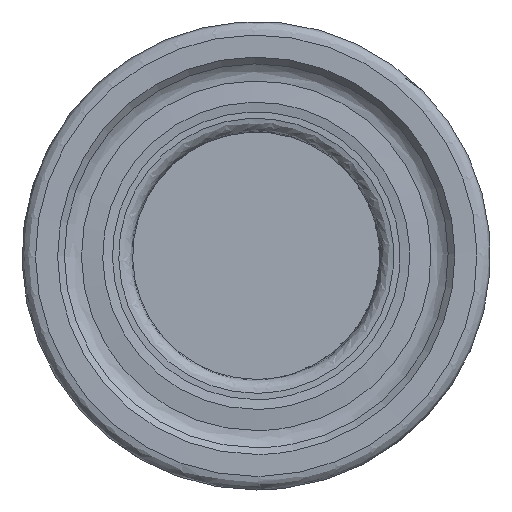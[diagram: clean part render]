
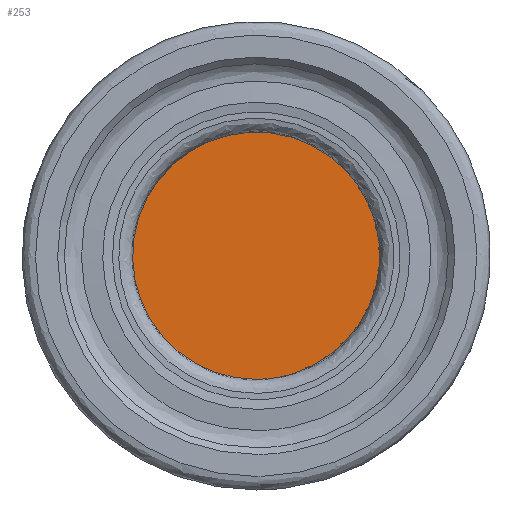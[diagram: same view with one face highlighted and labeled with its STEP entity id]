
A CAD part, left-side view. The second image highlights one B-rep face of the part: STEP entity #253.
In plain terms, the highlighted planar face has unit normal (-1, 0, 0).
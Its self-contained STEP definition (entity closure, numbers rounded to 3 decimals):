
#236=PLANE('',#614);
#238=FACE_OUTER_BOUND('',#366,.T.);
#253=ADVANCED_FACE('',(#238),#236,.F.);
#366=EDGE_LOOP('',(#436));
#436=ORIENTED_EDGE('',*,*,#538,.T.);
#503=VERTEX_POINT('',#814);
#538=EDGE_CURVE('',#503,#503,#573,.T.);
#573=CIRCLE('',#613,6.937);
#613=AXIS2_PLACEMENT_3D('',#813,#678,#679);
#614=AXIS2_PLACEMENT_3D('',#815,#680,#681);
#678=DIRECTION('',(-1.,0.,0.));
#679=DIRECTION('',(0.,0.,1.));
#680=DIRECTION('',(1.,0.,0.));
#681=DIRECTION('',(0.,0.,-1.));
#813=CARTESIAN_POINT('',(2.,0.,0.));
#814=CARTESIAN_POINT('',(2.,0.,6.937));
#815=CARTESIAN_POINT('',(2.,6.937,0.));
